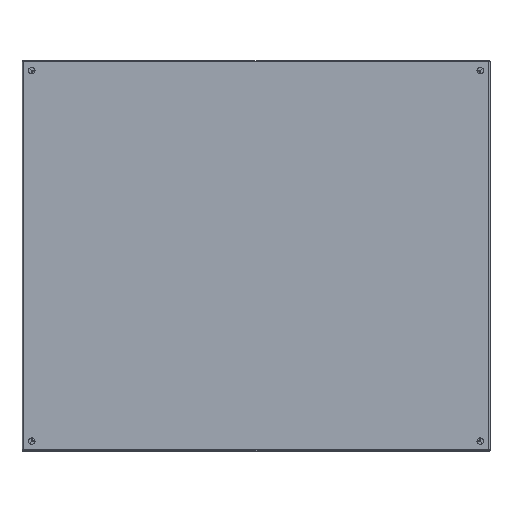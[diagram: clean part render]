
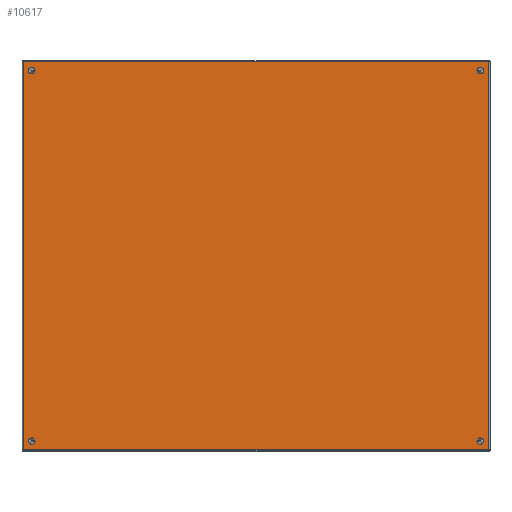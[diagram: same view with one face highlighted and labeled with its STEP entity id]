
A CAD part, top view. The second image highlights one B-rep face of the part: STEP entity #10617.
In plain terms, the highlighted face is planar.
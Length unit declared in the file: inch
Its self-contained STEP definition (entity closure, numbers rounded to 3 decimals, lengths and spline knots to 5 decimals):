
#673 = EDGE_CURVE ( 'NONE', #22623, #55129, #12335, .T. ) ;
#795 = DIRECTION ( 'NONE',  ( 1., 0., 0. ) ) ;
#1450 = AXIS2_PLACEMENT_3D ( 'NONE', #90083, #795, #25774 ) ;
#4626 = EDGE_CURVE ( 'NONE', #59773, #53186, #56064, .T. ) ;
#5433 = DIRECTION ( 'NONE',  ( 1., 0., 0. ) ) ;
#5695 = EDGE_CURVE ( 'NONE', #22623, #20857, #65089, .T. ) ;
#5896 = DIRECTION ( 'NONE',  ( 0., 0., -1. ) ) ;
#6385 = AXIS2_PLACEMENT_3D ( 'NONE', #42918, #9368, #74787 ) ;
#6449 = DIRECTION ( 'NONE',  ( 0., 0., -1. ) ) ;
#7109 = ORIENTED_EDGE ( 'NONE', *, *, #40907, .T. ) ;
#7736 = VECTOR ( 'NONE', #60711, 39.37008 ) ;
#7829 = CARTESIAN_POINT ( 'NONE',  ( 0., 0.072, -14.928 ) ) ;
#8702 = DIRECTION ( 'NONE',  ( 1., 0., 0. ) ) ;
#9115 = CARTESIAN_POINT ( 'NONE',  ( 0., 35.25, -14.25 ) ) ;
#9368 = DIRECTION ( 'NONE',  ( 1., 0., 0. ) ) ;
#9390 = DIRECTION ( 'NONE',  ( 0., 0., -1. ) ) ;
#10326 = VERTEX_POINT ( 'NONE', #79731 ) ;
#10617 = ADVANCED_FACE ( 'NONE', ( #49888, #73185, #16856, #66256, #15285 ), #56793, .F. ) ;
#11706 = EDGE_LOOP ( 'NONE', ( #15629, #13963 ) ) ;
#12335 = LINE ( 'NONE', #76145, #7736 ) ;
#13292 = EDGE_CURVE ( 'NONE', #59093, #20736, #63895, .T. ) ;
#13430 = DIRECTION ( 'NONE',  ( 1., 0., 0. ) ) ;
#13963 = ORIENTED_EDGE ( 'NONE', *, *, #41616, .T. ) ;
#14738 = AXIS2_PLACEMENT_3D ( 'NONE', #19429, #77335, #61891 ) ;
#15075 = CARTESIAN_POINT ( 'NONE',  ( 0., 35.892, -14.928 ) ) ;
#15122 = DIRECTION ( 'NONE',  ( 0., 0., -1. ) ) ;
#15140 = CARTESIAN_POINT ( 'NONE',  ( 0., 35.892, 14.928 ) ) ;
#15234 = VECTOR ( 'NONE', #79988, 39.37008 ) ;
#15285 = FACE_BOUND ( 'NONE', #41263, .T. ) ;
#15322 = EDGE_CURVE ( 'NONE', #28114, #55129, #75969, .T. ) ;
#15561 = EDGE_CURVE ( 'NONE', #63329, #98163, #43821, .T. ) ;
#15629 = ORIENTED_EDGE ( 'NONE', *, *, #13292, .T. ) ;
#16039 = CIRCLE ( 'NONE', #46697, 0.25 ) ;
#16675 = ORIENTED_EDGE ( 'NONE', *, *, #15322, .F. ) ;
#16856 = FACE_BOUND ( 'NONE', #97529, .T. ) ;
#18567 = CARTESIAN_POINT ( 'NONE',  ( 0., 0.108, -14.928 ) ) ;
#19429 = CARTESIAN_POINT ( 'NONE',  ( 0., 35.25, -14.25 ) ) ;
#20736 = VERTEX_POINT ( 'NONE', #31702 ) ;
#20857 = VERTEX_POINT ( 'NONE', #66735 ) ;
#22623 = VERTEX_POINT ( 'NONE', #15075 ) ;
#22636 = VERTEX_POINT ( 'NONE', #41149 ) ;
#22933 = ORIENTED_EDGE ( 'NONE', *, *, #673, .T. ) ;
#24306 = DIRECTION ( 'NONE',  ( 1., 0., 0. ) ) ;
#25774 = DIRECTION ( 'NONE',  ( 0., 0., -1. ) ) ;
#28114 = VERTEX_POINT ( 'NONE', #30949 ) ;
#30949 = CARTESIAN_POINT ( 'NONE',  ( 0., 0.108, 14.928 ) ) ;
#31648 = CARTESIAN_POINT ( 'NONE',  ( 0., 0.75, 14. ) ) ;
#31702 = CARTESIAN_POINT ( 'NONE',  ( 0., 35.25, -14. ) ) ;
#33606 = DIRECTION ( 'NONE',  ( 1., 0., 0. ) ) ;
#33704 = CIRCLE ( 'NONE', #1450, 0.25 ) ;
#33817 = EDGE_CURVE ( 'NONE', #98163, #63329, #33704, .T. ) ;
#38080 = ORIENTED_EDGE ( 'NONE', *, *, #15561, .T. ) ;
#39447 = DIRECTION ( 'NONE',  ( 1., 0., 0. ) ) ;
#40264 = CARTESIAN_POINT ( 'NONE',  ( 0., 0.75, -14. ) ) ;
#40907 = EDGE_CURVE ( 'NONE', #28114, #20857, #47070, .T. ) ;
#41149 = CARTESIAN_POINT ( 'NONE',  ( 0., 35.25, 14. ) ) ;
#41263 = EDGE_LOOP ( 'NONE', ( #38080, #80429 ) ) ;
#41487 = EDGE_CURVE ( 'NONE', #53186, #59773, #16039, .T. ) ;
#41616 = EDGE_CURVE ( 'NONE', #20736, #59093, #90815, .T. ) ;
#42241 = ORIENTED_EDGE ( 'NONE', *, *, #87143, .T. ) ;
#42918 = CARTESIAN_POINT ( 'NONE',  ( 0., 0.75, 14.25 ) ) ;
#43821 = CIRCLE ( 'NONE', #6385, 0.25 ) ;
#46697 = AXIS2_PLACEMENT_3D ( 'NONE', #102732, #5433, #62339 ) ;
#47070 = LINE ( 'NONE', #56609, #56720 ) ;
#48524 = AXIS2_PLACEMENT_3D ( 'NONE', #80857, #39447, #5896 ) ;
#49819 = ORIENTED_EDGE ( 'NONE', *, *, #41487, .T. ) ;
#49888 = FACE_OUTER_BOUND ( 'NONE', #62228, .T. ) ;
#51945 = CARTESIAN_POINT ( 'NONE',  ( 0., 35.25, -14.5 ) ) ;
#53186 = VERTEX_POINT ( 'NONE', #86918 ) ;
#54401 = CARTESIAN_POINT ( 'NONE',  ( 0., 35.25, 14.25 ) ) ;
#55129 = VERTEX_POINT ( 'NONE', #72136 ) ;
#56064 = CIRCLE ( 'NONE', #73042, 0.25 ) ;
#56609 = CARTESIAN_POINT ( 'NONE',  ( 0., 35.928, 14.928 ) ) ;
#56720 = VECTOR ( 'NONE', #94896, 39.37008 ) ;
#56793 = PLANE ( 'NONE',  #98855 ) ;
#59093 = VERTEX_POINT ( 'NONE', #51945 ) ;
#59773 = VERTEX_POINT ( 'NONE', #40264 ) ;
#60002 = AXIS2_PLACEMENT_3D ( 'NONE', #54401, #13430, #6449 ) ;
#60711 = DIRECTION ( 'NONE',  ( 0., -1., 0. ) ) ;
#61891 = DIRECTION ( 'NONE',  ( 0., 0., -1. ) ) ;
#62228 = EDGE_LOOP ( 'NONE', ( #16675, #7109, #77120, #22933 ) ) ;
#62339 = DIRECTION ( 'NONE',  ( 0., 0., -1. ) ) ;
#63329 = VERTEX_POINT ( 'NONE', #31648 ) ;
#63895 = CIRCLE ( 'NONE', #14738, 0.25 ) ;
#65089 = LINE ( 'NONE', #15140, #15234 ) ;
#66256 = FACE_BOUND ( 'NONE', #68075, .T. ) ;
#66259 = CARTESIAN_POINT ( 'NONE',  ( 0., 0.75, 14.5 ) ) ;
#66665 = CIRCLE ( 'NONE', #60002, 0.25 ) ;
#66735 = CARTESIAN_POINT ( 'NONE',  ( 0., 35.892, 14.928 ) ) ;
#67977 = DIRECTION ( 'NONE',  ( 0., 0., -1. ) ) ;
#68075 = EDGE_LOOP ( 'NONE', ( #49819, #95392 ) ) ;
#72136 = CARTESIAN_POINT ( 'NONE',  ( 0., 0.108, -14.928 ) ) ;
#72686 = VECTOR ( 'NONE', #67977, 39.37008 ) ;
#73042 = AXIS2_PLACEMENT_3D ( 'NONE', #81537, #8702, #15122 ) ;
#73185 = FACE_BOUND ( 'NONE', #11706, .T. ) ;
#73524 = ORIENTED_EDGE ( 'NONE', *, *, #90223, .T. ) ;
#74787 = DIRECTION ( 'NONE',  ( 0., 0., -1. ) ) ;
#75515 = AXIS2_PLACEMENT_3D ( 'NONE', #9115, #33606, #97404 ) ;
#75969 = LINE ( 'NONE', #18567, #72686 ) ;
#76145 = CARTESIAN_POINT ( 'NONE',  ( 0., 0.072, -14.928 ) ) ;
#77120 = ORIENTED_EDGE ( 'NONE', *, *, #5695, .F. ) ;
#77335 = DIRECTION ( 'NONE',  ( 1., 0., 0. ) ) ;
#79731 = CARTESIAN_POINT ( 'NONE',  ( 0., 35.25, 14.5 ) ) ;
#79988 = DIRECTION ( 'NONE',  ( 0., 0., 1. ) ) ;
#80429 = ORIENTED_EDGE ( 'NONE', *, *, #33817, .T. ) ;
#80857 = CARTESIAN_POINT ( 'NONE',  ( 0., 35.25, 14.25 ) ) ;
#81537 = CARTESIAN_POINT ( 'NONE',  ( 0., 0.75, -14.25 ) ) ;
#84176 = CIRCLE ( 'NONE', #48524, 0.25 ) ;
#86918 = CARTESIAN_POINT ( 'NONE',  ( 0., 0.75, -14.5 ) ) ;
#87143 = EDGE_CURVE ( 'NONE', #22636, #10326, #66665, .T. ) ;
#90083 = CARTESIAN_POINT ( 'NONE',  ( 0., 0.75, 14.25 ) ) ;
#90223 = EDGE_CURVE ( 'NONE', #10326, #22636, #84176, .T. ) ;
#90815 = CIRCLE ( 'NONE', #75515, 0.25 ) ;
#94896 = DIRECTION ( 'NONE',  ( 0., 1., 0. ) ) ;
#95392 = ORIENTED_EDGE ( 'NONE', *, *, #4626, .T. ) ;
#97404 = DIRECTION ( 'NONE',  ( 0., 0., -1. ) ) ;
#97529 = EDGE_LOOP ( 'NONE', ( #42241, #73524 ) ) ;
#98163 = VERTEX_POINT ( 'NONE', #66259 ) ;
#98855 = AXIS2_PLACEMENT_3D ( 'NONE', #7829, #24306, #9390 ) ;
#102732 = CARTESIAN_POINT ( 'NONE',  ( 0., 0.75, -14.25 ) ) ;
